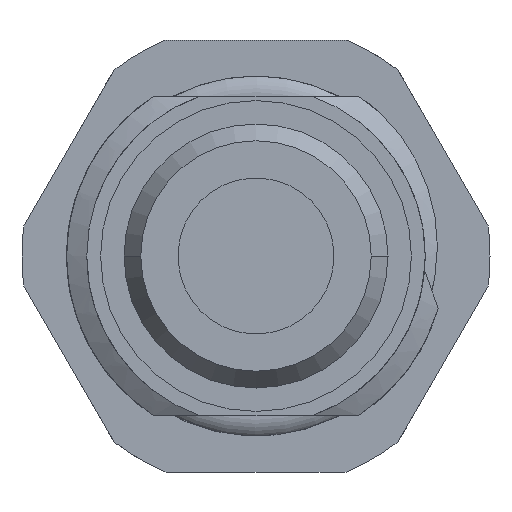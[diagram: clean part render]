
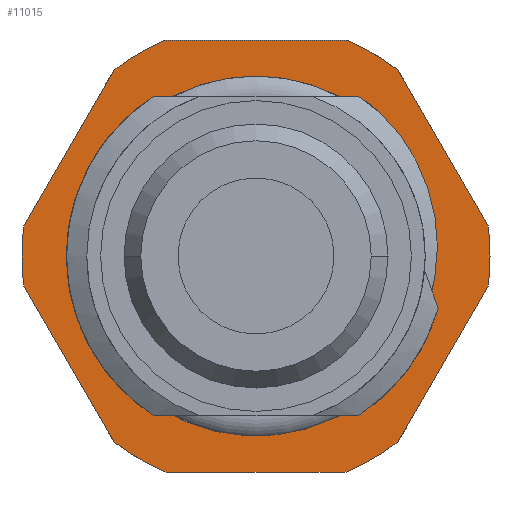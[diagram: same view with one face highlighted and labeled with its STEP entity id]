
A CAD part, front view. The second image highlights one B-rep face of the part: STEP entity #11015.
In plain terms, the highlighted planar face has unit normal (0, -1, 0).
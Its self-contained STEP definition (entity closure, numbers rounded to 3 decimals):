
#3090=DIRECTION('',(1.,0.,0.));
#3091=VECTOR('',#3090,0.201);
#3092=CARTESIAN_POINT('',(-3.669,-5.2,
6.65));
#3093=LINE('',#3092,#3091);
#3168=DIRECTION('',(1.,0.,0.));
#3169=VECTOR('',#3168,0.797);
#3170=CARTESIAN_POINT('',(3.468,-5.2,6.65));
#3171=LINE('',#3170,#3169);
#3193=CARTESIAN_POINT('',(0.,-5.2,0.));
#3194=DIRECTION('',(0.,1.,0.));
#3195=DIRECTION('',(0.992,0.,0.128));
#3196=AXIS2_PLACEMENT_3D('',#3193,#3194,#3195);
#3198=CARTESIAN_POINT('',(0.,-5.2,0.));
#3199=DIRECTION('',(0.,1.,0.));
#3200=DIRECTION('',(1.,0.,0.));
#3201=AXIS2_PLACEMENT_3D('',#3198,#3199,#3200);
#3203=DIRECTION('',(-0.5,0.,-0.866));
#3204=VECTOR('',#3203,7.5);
#3205=CARTESIAN_POINT('',(9.669,-5.2,-1.252));
#3206=LINE('',#3205,#3204);
#3207=CARTESIAN_POINT('',(0.,-5.2,0.));
#3208=DIRECTION('',(0.,1.,0.));
#3209=DIRECTION('',(0.607,0.,-0.795));
#3210=AXIS2_PLACEMENT_3D('',#3207,#3208,#3209);
#3212=DIRECTION('',(-1.,0.,0.));
#3213=VECTOR('',#3212,7.5);
#3214=CARTESIAN_POINT('',(3.75,-5.2,-9.));
#3215=LINE('',#3214,#3213);
#3216=CARTESIAN_POINT('',(0.,-5.2,0.));
#3217=DIRECTION('',(0.,1.,0.));
#3218=DIRECTION('',(-0.385,0.,-0.923));
#3219=AXIS2_PLACEMENT_3D('',#3216,#3217,#3218);
#3221=DIRECTION('',(-0.5,0.,0.866));
#3222=VECTOR('',#3221,7.5);
#3223=CARTESIAN_POINT('',(-5.919,-5.2,-7.748));
#3224=LINE('',#3223,#3222);
#3225=CARTESIAN_POINT('',(0.,-5.2,0.));
#3226=DIRECTION('',(0.,1.,0.));
#3227=DIRECTION('',(-0.992,0.,-0.128));
#3228=AXIS2_PLACEMENT_3D('',#3225,#3226,#3227);
#3230=CARTESIAN_POINT('',(0.,-5.2,0.));
#3231=DIRECTION('',(0.,1.,0.));
#3232=DIRECTION('',(-1.,0.,0.));
#3233=AXIS2_PLACEMENT_3D('',#3230,#3231,#3232);
#3235=DIRECTION('',(0.5,0.,0.866));
#3236=VECTOR('',#3235,7.5);
#3237=CARTESIAN_POINT('',(-9.669,-5.2,1.252));
#3238=LINE('',#3237,#3236);
#3239=CARTESIAN_POINT('',(0.,-5.2,0.));
#3240=DIRECTION('',(0.,1.,0.));
#3241=DIRECTION('',(-0.607,0.,0.795));
#3242=AXIS2_PLACEMENT_3D('',#3239,#3240,#3241);
#3244=DIRECTION('',(1.,0.,0.));
#3245=VECTOR('',#3244,7.5);
#3246=CARTESIAN_POINT('',(-3.75,-5.2,9.));
#3247=LINE('',#3246,#3245);
#3248=CARTESIAN_POINT('',(0.,-5.2,0.));
#3249=DIRECTION('',(0.,1.,0.));
#3250=DIRECTION('',(0.385,0.,0.923));
#3251=AXIS2_PLACEMENT_3D('',#3248,#3249,#3250);
#3253=DIRECTION('',(0.5,0.,-0.866));
#3254=VECTOR('',#3253,7.5);
#3255=CARTESIAN_POINT('',(5.919,-5.2,7.748));
#3256=LINE('',#3255,#3254);
#3257=CARTESIAN_POINT('',(0.,-5.2,0.));
#3258=DIRECTION('',(0.,-1.,0.));
#3259=DIRECTION('',(-0.67,0.,0.743));
#3260=AXIS2_PLACEMENT_3D('',#3257,#3258,#3259);
#3262=CARTESIAN_POINT('',(0.,-5.2,0.));
#3263=DIRECTION('',(0.,-1.,0.));
#3264=DIRECTION('',(-1.,0.,0.));
#3265=AXIS2_PLACEMENT_3D('',#3262,#3263,#3264);
#3267=CARTESIAN_POINT('',(-0.002,-5.2,-0.003));
#3268=DIRECTION('',(0.,-1.,0.));
#3269=DIRECTION('',(0.657,0.,0.754));
#3270=AXIS2_PLACEMENT_3D('',#3267,#3268,#3269);
#3272=CARTESIAN_POINT('',(0.,-5.2,0.));
#3273=DIRECTION('',(0.,-1.,0.));
#3274=DIRECTION('',(0.462,0.,0.887));
#3275=AXIS2_PLACEMENT_3D('',#3272,#3273,#3274);
#3865=CARTESIAN_POINT('',(5.192,-5.2,5.954));
#3866=CARTESIAN_POINT('',(5.498,-5.2,5.658));
#3867=CARTESIAN_POINT('',(6.05,-5.2,5.03));
#3868=CARTESIAN_POINT('',(6.716,-5.2,3.967));
#3869=CARTESIAN_POINT('',(7.195,-5.2,2.843));
#3870=CARTESIAN_POINT('',(7.499,-5.2,1.608));
#3871=CARTESIAN_POINT('',(7.591,-5.2,
0.366));
#3872=CARTESIAN_POINT('',(7.521,-5.2,
-0.447));
#3873=CARTESIAN_POINT('',(7.452,-5.2,
-0.851));
#4083=CARTESIAN_POINT('',(-5.023,-5.2,
5.57));
#4084=CARTESIAN_POINT('',(-4.887,-5.2,
5.707));
#4085=CARTESIAN_POINT('',(-4.606,-5.2,
5.969));
#4086=CARTESIAN_POINT('',(-4.153,-5.2,
6.33));
#4087=CARTESIAN_POINT('',(-3.833,-5.2,
6.547));
#4088=CARTESIAN_POINT('',(-3.669,-5.2,
6.65));
#7166=CARTESIAN_POINT('',(-3.669,-5.2,
6.65));
#7167=CARTESIAN_POINT('',(-3.468,-5.2,
6.65));
#7168=VERTEX_POINT('',#7166);
#7169=VERTEX_POINT('',#7167);
#7197=CARTESIAN_POINT('',(3.468,-5.2,6.65));
#7198=VERTEX_POINT('',#7197);
#7199=CARTESIAN_POINT('',(4.265,-5.2,6.65));
#7200=VERTEX_POINT('',#7199);
#7213=CARTESIAN_POINT('',(9.669,-5.2,1.252));
#7214=CARTESIAN_POINT('',(9.75,-5.2,0.));
#7215=VERTEX_POINT('',#7213);
#7216=VERTEX_POINT('',#7214);
#7217=CARTESIAN_POINT('',(9.669,-5.2,-1.252));
#7218=VERTEX_POINT('',#7217);
#7219=CARTESIAN_POINT('',(5.919,-5.2,-7.748));
#7220=VERTEX_POINT('',#7219);
#7221=CARTESIAN_POINT('',(3.75,-5.2,-9.));
#7222=VERTEX_POINT('',#7221);
#7223=CARTESIAN_POINT('',(-3.75,-5.2,-9.));
#7224=VERTEX_POINT('',#7223);
#7225=CARTESIAN_POINT('',(-5.919,-5.2,-7.748));
#7226=VERTEX_POINT('',#7225);
#7227=CARTESIAN_POINT('',(-9.669,-5.2,-1.252));
#7228=VERTEX_POINT('',#7227);
#7229=CARTESIAN_POINT('',(-9.75,-5.2,0.));
#7230=VERTEX_POINT('',#7229);
#7231=CARTESIAN_POINT('',(-9.669,-5.2,1.252));
#7232=VERTEX_POINT('',#7231);
#7233=CARTESIAN_POINT('',(-5.919,-5.2,7.748));
#7234=VERTEX_POINT('',#7233);
#7235=CARTESIAN_POINT('',(-3.75,-5.2,9.));
#7236=VERTEX_POINT('',#7235);
#7237=CARTESIAN_POINT('',(3.75,-5.2,9.));
#7238=VERTEX_POINT('',#7237);
#7239=CARTESIAN_POINT('',(5.919,-5.2,7.748));
#7240=VERTEX_POINT('',#7239);
#7241=VERTEX_POINT('',#4083);
#7242=CARTESIAN_POINT('',(-7.5,-5.2,0.));
#7243=VERTEX_POINT('',#7242);
#7244=CARTESIAN_POINT('',(7.452,-5.2,-0.851));
#7245=VERTEX_POINT('',#7244);
#7246=VERTEX_POINT('',#3865);
#10964=CARTESIAN_POINT('',(0.,-5.2,0.));
#10965=DIRECTION('',(0.,1.,0.));
#10966=DIRECTION('',(-1.,0.,0.));
#10967=AXIS2_PLACEMENT_3D('',#10964,#10965,#10966);
#10968=PLANE('',#10967);
#10970=ORIENTED_EDGE('',*,*,#10969,.T.);
#10972=ORIENTED_EDGE('',*,*,#10971,.T.);
#10974=ORIENTED_EDGE('',*,*,#10973,.T.);
#10976=ORIENTED_EDGE('',*,*,#10975,.T.);
#10978=ORIENTED_EDGE('',*,*,#10977,.T.);
#10980=ORIENTED_EDGE('',*,*,#10979,.T.);
#10982=ORIENTED_EDGE('',*,*,#10981,.T.);
#10984=ORIENTED_EDGE('',*,*,#10983,.T.);
#10986=ORIENTED_EDGE('',*,*,#10985,.T.);
#10988=ORIENTED_EDGE('',*,*,#10987,.T.);
#10990=ORIENTED_EDGE('',*,*,#10989,.T.);
#10992=ORIENTED_EDGE('',*,*,#10991,.T.);
#10994=ORIENTED_EDGE('',*,*,#10993,.T.);
#10996=ORIENTED_EDGE('',*,*,#10995,.T.);
#10997=EDGE_LOOP('',(#10970,#10972,#10974,#10976,#10978,#10980,#10982,#10984,
#10986,#10988,#10990,#10992,#10994,#10996));
#10998=FACE_OUTER_BOUND('',#10997,.F.);
#10999=ORIENTED_EDGE('',*,*,#10900,.F.);
#11001=ORIENTED_EDGE('',*,*,#11000,.F.);
#11003=ORIENTED_EDGE('',*,*,#11002,.T.);
#11005=ORIENTED_EDGE('',*,*,#11004,.T.);
#11007=ORIENTED_EDGE('',*,*,#11006,.F.);
#11009=ORIENTED_EDGE('',*,*,#11008,.T.);
#11010=ORIENTED_EDGE('',*,*,#10943,.F.);
#11012=ORIENTED_EDGE('',*,*,#11011,.T.);
#11013=EDGE_LOOP('',(#10999,#11001,#11003,#11005,#11007,#11009,#11010,#11012));
#11014=FACE_BOUND('',#11013,.F.);
#3197=CIRCLE('',#3196,9.75);
#3202=CIRCLE('',#3201,9.75);
#3211=CIRCLE('',#3210,9.75);
#3220=CIRCLE('',#3219,9.75);
#3229=CIRCLE('',#3228,9.75);
#3234=CIRCLE('',#3233,9.75);
#3243=CIRCLE('',#3242,9.75);
#3252=CIRCLE('',#3251,9.75);
#3261=CIRCLE('',#3260,7.5);
#3266=CIRCLE('',#3265,7.5);
#3271=CIRCLE('',#3270,7.904);
#3276=CIRCLE('',#3275,7.5);
#3874=B_SPLINE_CURVE_WITH_KNOTS('',3,(#3865,#3866,#3867,#3868,#3869,#3870,#3871,
#3872,#3873),.UNSPECIFIED.,.F.,.F.,(4,1,1,1,1,1,4),(0.,0.167,
0.333,0.5,0.667,0.833,1.),
.UNSPECIFIED.);
#4089=B_SPLINE_CURVE_WITH_KNOTS('',3,(#4083,#4084,#4085,#4086,#4087,#4088),
.UNSPECIFIED.,.F.,.F.,(4,1,1,4),(0.,0.333,0.667,1.),
.UNSPECIFIED.);
#10900=EDGE_CURVE('',#7168,#7169,#3093,.T.);
#10943=EDGE_CURVE('',#7198,#7200,#3171,.T.);
#10969=EDGE_CURVE('',#7215,#7216,#3197,.T.);
#10971=EDGE_CURVE('',#7216,#7218,#3202,.T.);
#10973=EDGE_CURVE('',#7218,#7220,#3206,.T.);
#10975=EDGE_CURVE('',#7220,#7222,#3211,.T.);
#10977=EDGE_CURVE('',#7222,#7224,#3215,.T.);
#10979=EDGE_CURVE('',#7224,#7226,#3220,.T.);
#10981=EDGE_CURVE('',#7226,#7228,#3224,.T.);
#10983=EDGE_CURVE('',#7228,#7230,#3229,.T.);
#10985=EDGE_CURVE('',#7230,#7232,#3234,.T.);
#10987=EDGE_CURVE('',#7232,#7234,#3238,.T.);
#10989=EDGE_CURVE('',#7234,#7236,#3243,.T.);
#10991=EDGE_CURVE('',#7236,#7238,#3247,.T.);
#10993=EDGE_CURVE('',#7238,#7240,#3252,.T.);
#10995=EDGE_CURVE('',#7240,#7215,#3256,.T.);
#11000=EDGE_CURVE('',#7241,#7168,#4089,.T.);
#11002=EDGE_CURVE('',#7241,#7243,#3261,.T.);
#11004=EDGE_CURVE('',#7243,#7245,#3266,.T.);
#11006=EDGE_CURVE('',#7246,#7245,#3874,.T.);
#11008=EDGE_CURVE('',#7246,#7200,#3271,.T.);
#11011=EDGE_CURVE('',#7198,#7169,#3276,.T.);
#11015=ADVANCED_FACE('',(#10998,#11014),#10968,.F.);
